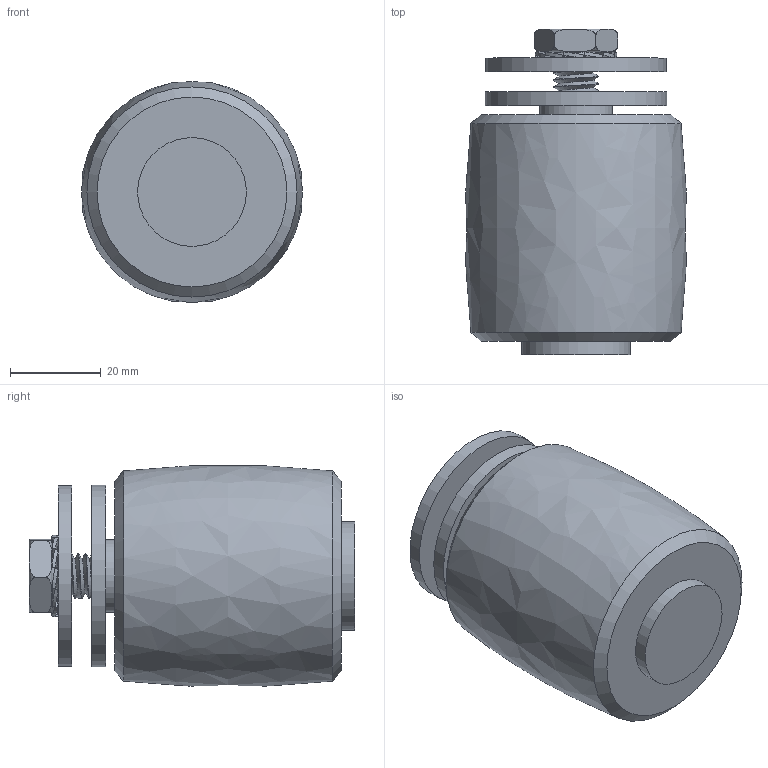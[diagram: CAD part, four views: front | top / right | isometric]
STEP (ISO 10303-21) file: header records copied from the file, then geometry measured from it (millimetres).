
FILE_DESCRIPTION(/* description */ ('GUIDE NYLON BOMBE Diam 50 H50 M10'),/* implementation_level */ '2;1');
FILE_NAME(/* name */ '23050B.stp',/* time_stamp */ '2019-08-05T14:14:05+02:00',/* author */ ('BE'),/* organization */ (''),/* preprocessor_version */ 'ST-DEVELOPER v17.2',/* originating_system */ 'Autodesk Inventor 2019',/* authorisation */ '');
FILE_SCHEMA (('AUTOMOTIVE_DESIGN { 1 0 10303 214 3 1 1 }'));
Length unit declared in the file: millimetre
Products named in the file (7): 23050B; 18648; 14845; 16715; rondelle AZ10; 14296; 06010
Assembly tree (6 placements, depth 2):
  23050B
    18648
    14845
    16715
    rondelle AZ10
    14296
    06010
Bounding box: 48.71 x 71.86 x 48.71 mm (x, y, z)
Volume: 100463.8 mm3; surface area: 24088.5 mm2
Topology: 6 solids, 6 shells, 98 faces, 251 edges, 166 vertices
Faces by surface type: plane 68, cylinder 22, cone 3, bspline 3, torus 2
Full cylindrical faces by diameter (mm): 8.376 x1, 10 x11, 10.2 x1, 11.8 x1, 12 x1, 16 x1, 16.2 x1, 18 x1, 24 x1, 40 x2
Entity records: 5011 total; most frequent: CARTESIAN_POINT 2261, DIRECTION 566, ORIENTED_EDGE 502, EDGE_CURVE 251, AXIS2_PLACEMENT_3D 243, VERTEX_POINT 166, EDGE_LOOP 109, ELLIPSE 100
